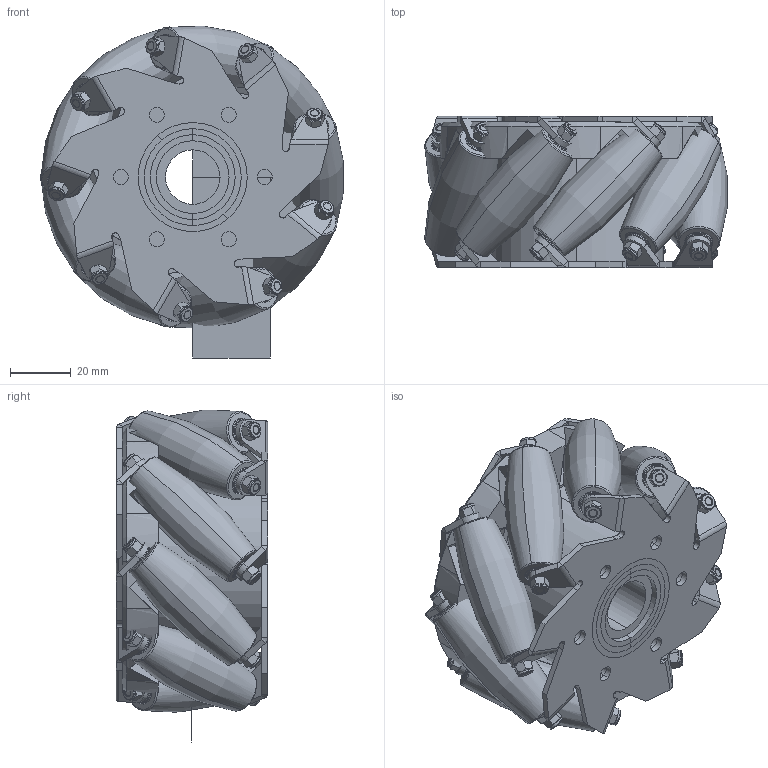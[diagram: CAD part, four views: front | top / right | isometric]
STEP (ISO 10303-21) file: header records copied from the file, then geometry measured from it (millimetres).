
FILE_DESCRIPTION((''),'2;1');
FILE_NAME('FSDF_ASM','2012-12-05T',('Administrator'),(''),'PRO/ENGINEER BY PARAMETRIC TECHNOLOGY CORPORATION, 2009360','PRO/ENGINEER BY PARAMETRIC TECHNOLOGY CORPORATION, 2009360','');
FILE_SCHEMA(('CONFIG_CONTROL_DESIGN'));
Length unit declared in the file: millimetre
Products named in the file (8): BM6; PRT0002; BM1; BM4; BM7; BM8; BM9; FSDF_ASM
Assembly tree (75 placements, depth 2):
  FSDF_ASM
    BM6  x2
    PRT0002  x9
    BM1  x9
    BM4
    BM7  x18
    BM8  x18
    BM9  x18
Bounding box: 99.88 x 49.99 x 109.66 mm (x, y, z)
Volume: 223695.8 mm3; surface area: 256205.1 mm2
Topology: 83 solids, 95 shells, 2162 faces, 4841 edges, 2976 vertices
Faces by surface type: plane 826, cylinder 724, cone 522, bspline 36, torus 36, revolution 18
Entity records: 11808 total; most frequent: CARTESIAN_POINT 2748, DIRECTION 1933, ORIENTED_EDGE 1684, EDGE_CURVE 846, AXIS2_PLACEMENT_3D 736, VERTEX_POINT 520, VECTOR 459, LINE 459
